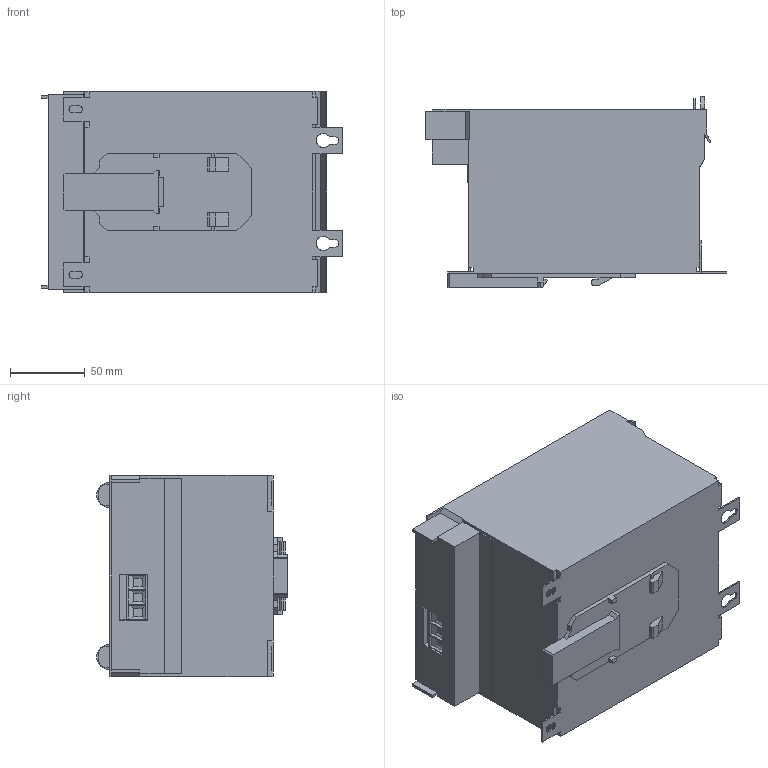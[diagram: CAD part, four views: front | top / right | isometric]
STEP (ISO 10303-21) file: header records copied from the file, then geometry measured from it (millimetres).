
FILE_DESCRIPTION(('SolidDesigner STEP Export'),'2;1');
FILE_NAME('2320319_UPS_BAT_VRLA_24DC_7.2AH-select.stp','2011-01-14T 8:33:45',(''),(''),'CoCreate Modeling STEP processor for AP214 (Solid Model)','CoCreate Modeling 16.00A 16-Aug-2008 (C) Parametric Technology GmbH','');
FILE_SCHEMA(('AUTOMOTIVE_DESIGN { 1 0 10303 214 1 1 1 1 }'));
Length unit declared in the file: millimetre
Products named in the file (2): 2320319_UPS_BAT_VRLA_24DC_7.2AH-select
Assembly tree (1 placements, depth 2):
  2320319_UPS_BAT_VRLA_24DC_7.2AH-select
    2320319_UPS_BAT_VRLA_24DC_7.2AH-select
Bounding box: 202 x 127.99 x 135 mm (x, y, z)
Volume: 2460422.2 mm3; surface area: 128140.3 mm2
Topology: 1 solids, 1 shells, 273 faces, 795 edges, 522 vertices
Faces by surface type: plane 241, cylinder 32
Entity records: 9772 total; most frequent: ORIENTED_EDGE 1590, CARTESIAN_POINT 1510, DIRECTION 1293, EDGE_CURVE 795, VECTOR 683, LINE 683, VERTEX_POINT 522, AXIS2_PLACEMENT_3D 305
